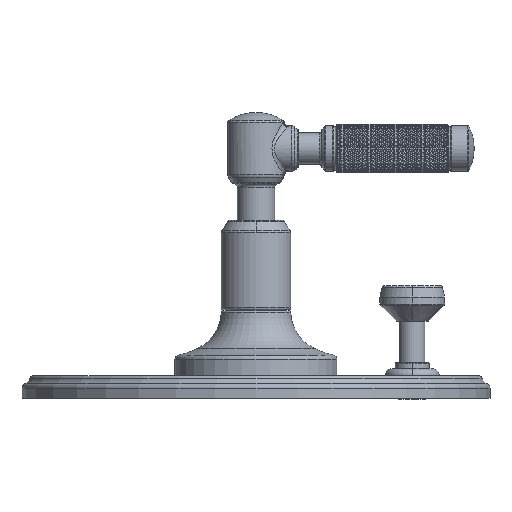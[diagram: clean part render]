
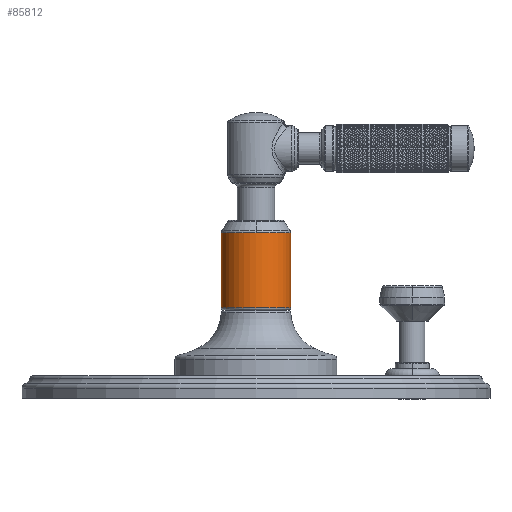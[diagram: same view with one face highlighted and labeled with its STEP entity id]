
A CAD part, left-side view. The second image highlights one B-rep face of the part: STEP entity #85812.
In plain terms, the highlighted cylindrical face has radius 12.255 mm (diameter 24.511 mm), a partial arc.
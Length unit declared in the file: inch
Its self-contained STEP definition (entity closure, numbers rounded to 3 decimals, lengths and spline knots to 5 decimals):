
#3453=DIRECTION('',(0.,0.,1.));
#3454=VECTOR('',#3453,1.04239);
#3455=CARTESIAN_POINT('',(0.,-0.4825,1.253));
#3456=LINE('',#3455,#3454);
#3457=CARTESIAN_POINT('',(0.,0.,1.253));
#3458=DIRECTION('',(0.,0.,-1.));
#3459=DIRECTION('',(0.,-1.,0.));
#3460=AXIS2_PLACEMENT_3D('',#3457,#3458,#3459);
#3462=DIRECTION('',(0.,0.,1.));
#3463=VECTOR('',#3462,1.04239);
#3464=CARTESIAN_POINT('',(0.,0.4825,1.253));
#3465=LINE('',#3464,#3463);
#3466=CARTESIAN_POINT('',(0.,0.,2.29539));
#3467=DIRECTION('',(0.,0.,-1.));
#3468=DIRECTION('',(-1.,0.,0.));
#3469=AXIS2_PLACEMENT_3D('',#3466,#3467,#3468);
#3471=CARTESIAN_POINT('',(0.,0.,2.29539));
#3472=DIRECTION('',(0.,0.,-1.));
#3473=DIRECTION('',(0.,-1.,0.));
#3474=AXIS2_PLACEMENT_3D('',#3471,#3472,#3473);
#75312=CARTESIAN_POINT('',(0.,-0.4825,1.253));
#75313=CARTESIAN_POINT('',(0.,0.4825,1.253));
#75314=VERTEX_POINT('',#75312);
#75315=VERTEX_POINT('',#75313);
#75332=CARTESIAN_POINT('',(0.,-0.4825,2.29539));
#75333=CARTESIAN_POINT('',(-0.4825,0.,2.29539));
#75334=VERTEX_POINT('',#75332);
#75335=VERTEX_POINT('',#75333);
#75338=CARTESIAN_POINT('',(0.,0.4825,2.29539));
#75339=VERTEX_POINT('',#75338);
#85798=CARTESIAN_POINT('',(0.,0.,1.223));
#85799=DIRECTION('',(0.,0.,1.));
#85800=DIRECTION('',(0.,1.,0.));
#85801=AXIS2_PLACEMENT_3D('',#85798,#85799,#85800);
#85802=CYLINDRICAL_SURFACE('',#85801,0.4825);
#85803=ORIENTED_EDGE('',*,*,#85763,.T.);
#85804=ORIENTED_EDGE('',*,*,#85793,.T.);
#85806=ORIENTED_EDGE('',*,*,#85805,.F.);
#85808=ORIENTED_EDGE('',*,*,#85807,.F.);
#85809=ORIENTED_EDGE('',*,*,#85789,.F.);
#85810=EDGE_LOOP('',(#85803,#85804,#85806,#85808,#85809));
#85811=FACE_OUTER_BOUND('',#85810,.F.);
#85812=ADVANCED_FACE('',(#85811),#85802,.T.);
#3461=CIRCLE('',#3460,0.4825);
#3470=CIRCLE('',#3469,0.4825);
#3475=CIRCLE('',#3474,0.4825);
#85763=EDGE_CURVE('',#75314,#75315,#3461,.T.);
#85789=EDGE_CURVE('',#75314,#75334,#3456,.T.);
#85793=EDGE_CURVE('',#75315,#75339,#3465,.T.);
#85805=EDGE_CURVE('',#75335,#75339,#3470,.T.);
#85807=EDGE_CURVE('',#75334,#75335,#3475,.T.);
